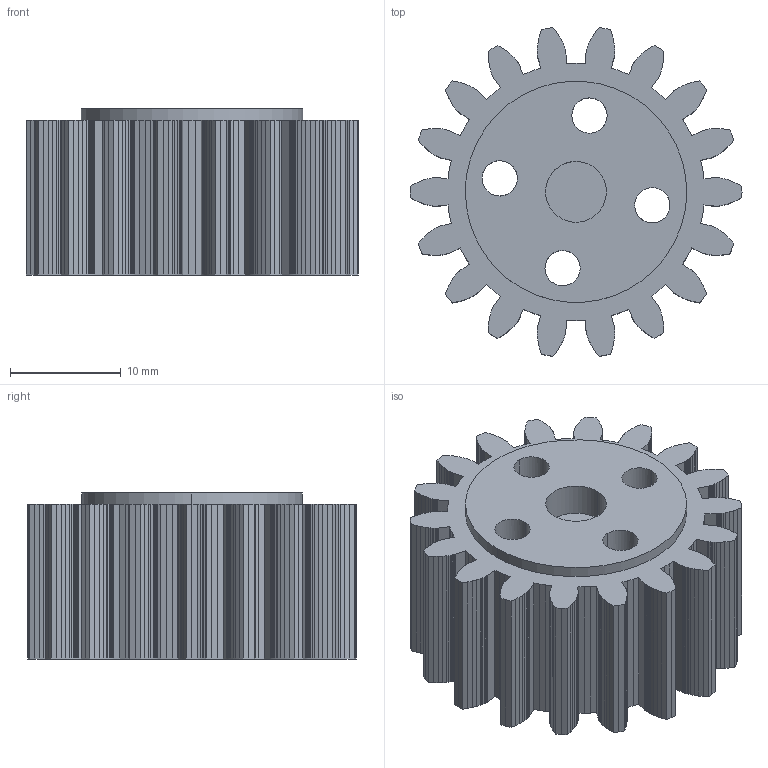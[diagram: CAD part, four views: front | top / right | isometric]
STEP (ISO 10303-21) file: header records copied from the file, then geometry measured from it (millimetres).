
FILE_DESCRIPTION(/* description */ (''),/* implementation_level */ '2;1');
FILE_NAME(/* name */ 'OB_Z_A~1',/* time_stamp */ '2025-11-22T23:34:44+08:00',/* author */ (''),/* organization */ (''),/* preprocessor_version */ 'ST-DEVELOPER v16.5',/* originating_system */ '',/* authorisation */ '');
FILE_SCHEMA (('CONFIG_CONTROL_DESIGN'));
Length unit declared in the file: millimetre
Products named in the file (1): Document
Bounding box: 30 x 29.7 x 15 mm (x, y, z)
Volume: 6743.8 mm3; surface area: 4557.8 mm2
Topology: 1 solids, 1 shells, 615 faces, 1821 edges, 1214 vertices
Faces by surface type: plane 362, bspline 233, cylinder 20
Entity records: 19956 total; most frequent: CARTESIAN_POINT 8174, ORIENTED_EDGE 3642, EDGE_CURVE 1821, B_SPLINE_CURVE_WITH_KNOTS 1761, VERTEX_POINT 1214, EDGE_LOOP 629, ADVANCED_FACE 615, FACE_OUTER_BOUND 615
